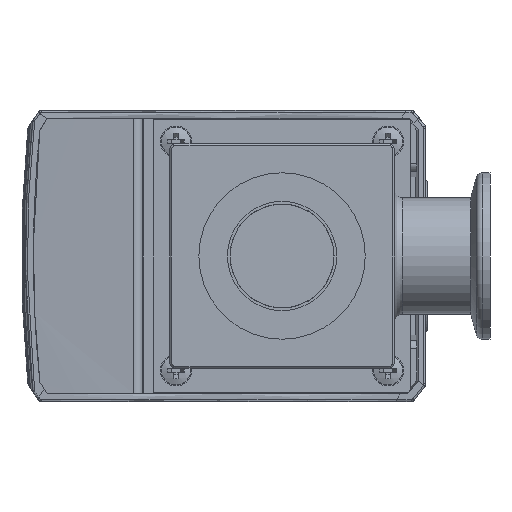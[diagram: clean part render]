
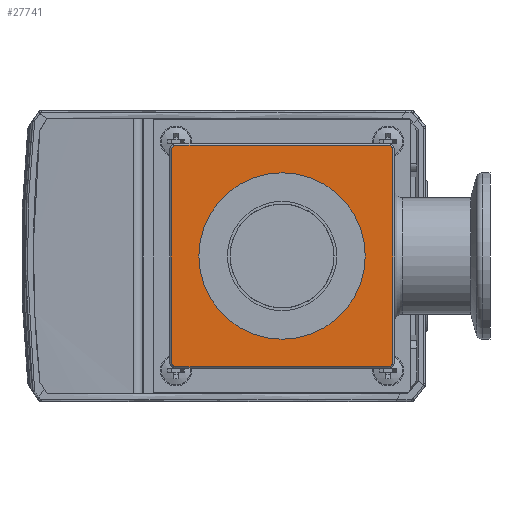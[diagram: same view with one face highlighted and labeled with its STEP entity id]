
A CAD part, front view. The second image highlights one B-rep face of the part: STEP entity #27741.
In plain terms, the highlighted planar face has unit normal (0, -1, 0).
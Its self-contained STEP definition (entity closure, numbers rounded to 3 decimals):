
#27332=CARTESIAN_POINT('',(-27.5,-12.4,0.));
#27333=VERTEX_POINT('',#27332);
#27334=CARTESIAN_POINT('',(-11.5,-12.4,0.0));
#27335=DIRECTION('',(0.0,-1.0,0.0));
#27336=DIRECTION('',(1.0,0.0,0.0));
#27337=AXIS2_PLACEMENT_3D('',#27334,#27335,#27336);
#27338=CIRCLE('',#27337,16.);
#27339=EDGE_CURVE('',#27333,#27333,#27338,.T.);
#27663=CARTESIAN_POINT('',(15.5,-12.4,0.0));
#27664=DIRECTION('',(0.0,-1.0,0.0));
#27665=DIRECTION('',(0.0,0.0,-1.0));
#27666=AXIS2_PLACEMENT_3D('',#27663,#27664,#27665);
#27667=PLANE('',#27666);
#27668=CARTESIAN_POINT('',(-38.1,-12.4,25.5));
#27669=VERTEX_POINT('',#27668);
#27670=CARTESIAN_POINT('',(-37.,-12.4,26.6));
#27671=VERTEX_POINT('',#27670);
#27672=CARTESIAN_POINT('',(-37.,-12.4,25.5));
#27673=DIRECTION('',(0.0,1.,0.0));
#27674=DIRECTION('',(-0.707,0.0,0.707));
#27675=AXIS2_PLACEMENT_3D('',#27672,#27673,#27674);
#27676=CIRCLE('',#27675,1.1);
#27677=EDGE_CURVE('',#27669,#27671,#27676,.T.);
#27678=ORIENTED_EDGE('',*,*,#27677,.F.);
#27679=CARTESIAN_POINT('',(-38.1,-12.4,-25.5));
#27680=VERTEX_POINT('',#27679);
#27681=CARTESIAN_POINT('',(-38.1,-12.4,-25.5));
#27682=DIRECTION('',(0.0,0.0,1.0));
#27683=VECTOR('',#27682,51.);
#27684=LINE('',#27681,#27683);
#27685=EDGE_CURVE('',#27680,#27669,#27684,.T.);
#27686=ORIENTED_EDGE('',*,*,#27685,.F.);
#27687=CARTESIAN_POINT('',(-37.,-12.4,-26.6));
#27688=VERTEX_POINT('',#27687);
#27689=CARTESIAN_POINT('',(-37.,-12.4,-25.5));
#27690=DIRECTION('',(0.0,1.,0.0));
#27691=DIRECTION('',(-0.707,0.0,-0.707));
#27692=AXIS2_PLACEMENT_3D('',#27689,#27690,#27691);
#27693=CIRCLE('',#27692,1.1);
#27694=EDGE_CURVE('',#27688,#27680,#27693,.T.);
#27695=ORIENTED_EDGE('',*,*,#27694,.F.);
#27696=CARTESIAN_POINT('',(14.,-12.4,-26.6));
#27697=VERTEX_POINT('',#27696);
#27698=CARTESIAN_POINT('',(14.,-12.4,-26.6));
#27699=DIRECTION('',(-1.0,0.0,0.0));
#27700=VECTOR('',#27699,51.0);
#27701=LINE('',#27698,#27700);
#27702=EDGE_CURVE('',#27697,#27688,#27701,.T.);
#27703=ORIENTED_EDGE('',*,*,#27702,.F.);
#27704=CARTESIAN_POINT('',(15.1,-12.4,-25.5));
#27705=VERTEX_POINT('',#27704);
#27706=CARTESIAN_POINT('',(14.,-12.4,-25.5));
#27707=DIRECTION('',(0.0,1.0,0.0));
#27708=DIRECTION('',(0.707,0.0,-0.707));
#27709=AXIS2_PLACEMENT_3D('',#27706,#27707,#27708);
#27710=CIRCLE('',#27709,1.1);
#27711=EDGE_CURVE('',#27705,#27697,#27710,.T.);
#27712=ORIENTED_EDGE('',*,*,#27711,.F.);
#27713=CARTESIAN_POINT('',(15.1,-12.4,25.5));
#27714=VERTEX_POINT('',#27713);
#27715=CARTESIAN_POINT('',(15.1,-12.4,25.5));
#27716=DIRECTION('',(0.0,0.0,-1.0));
#27717=VECTOR('',#27716,51.);
#27718=LINE('',#27715,#27717);
#27719=EDGE_CURVE('',#27714,#27705,#27718,.T.);
#27720=ORIENTED_EDGE('',*,*,#27719,.F.);
#27721=CARTESIAN_POINT('',(14.,-12.4,26.6));
#27722=VERTEX_POINT('',#27721);
#27723=CARTESIAN_POINT('',(14.,-12.4,25.5));
#27724=DIRECTION('',(0.0,1.0,0.0));
#27725=DIRECTION('',(0.707,0.0,0.707));
#27726=AXIS2_PLACEMENT_3D('',#27723,#27724,#27725);
#27727=CIRCLE('',#27726,1.1);
#27728=EDGE_CURVE('',#27722,#27714,#27727,.T.);
#27729=ORIENTED_EDGE('',*,*,#27728,.F.);
#27730=CARTESIAN_POINT('',(-37.,-12.4,26.6));
#27731=DIRECTION('',(1.0,0.0,0.0));
#27732=VECTOR('',#27731,51.0);
#27733=LINE('',#27730,#27732);
#27734=EDGE_CURVE('',#27671,#27722,#27733,.T.);
#27735=ORIENTED_EDGE('',*,*,#27734,.F.);
#27736=EDGE_LOOP('',(#27678,#27686,#27695,#27703,#27712,#27720,#27729,#27735));
#27737=FACE_OUTER_BOUND('',#27736,.T.);
#27738=ORIENTED_EDGE('',*,*,#27339,.F.);
#27739=EDGE_LOOP('',(#27738));
#27740=FACE_BOUND('',#27739,.T.);
#27741=ADVANCED_FACE('',(#27737,#27740),#27667,.T.);
